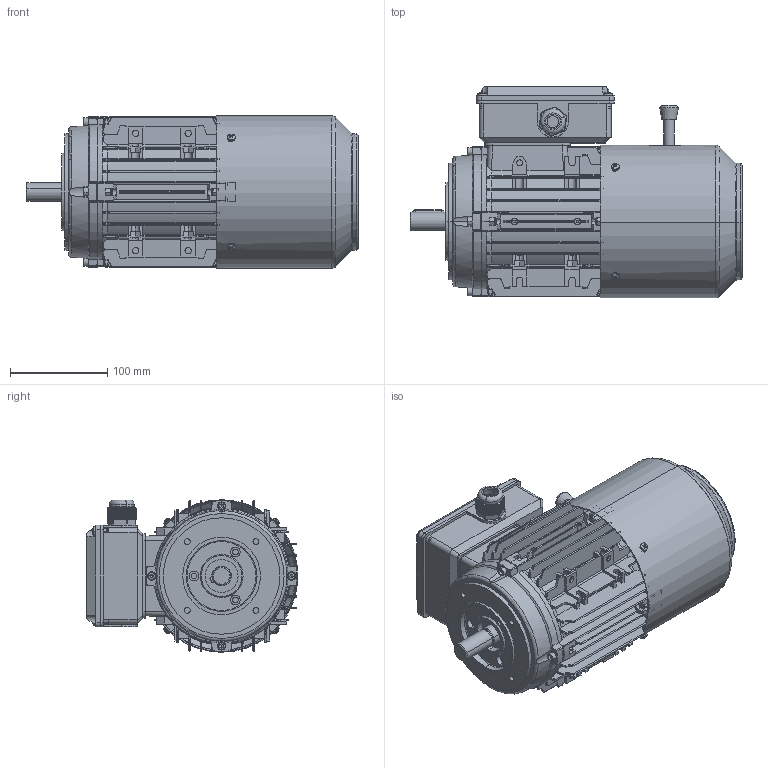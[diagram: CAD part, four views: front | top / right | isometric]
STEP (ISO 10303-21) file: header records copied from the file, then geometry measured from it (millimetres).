
FILE_DESCRIPTION (( 'STEP AP203' ), '1' );
FILE_NAME ('TB80 B14(VIBO諉盄碟).STEP', '2021-10-29T06:25:00', ( '' ), ( '' ), 'SwSTEP 2.0', 'SolidWorks 2014', '' );
FILE_SCHEMA (( 'CONFIG_CONTROL_DESIGN' ));
Length unit declared in the file: millimetre
Products named in the file (17): 80怢宒瑞珔; Plain parallel keys_GB_CONNECTING_PIECE_KEYS_CSK 6X32; 80-100堤盄蹟杶; TB80瑞欶; 80-90VIBO諉盄碟郪磁; Hexagon nuts grade C GB_GB_FASTENER_NUT_SNC1 M5-N; 80秶雄ん; TA80 B14傷裔1; VIBO80-100諉盄碟釱; T80儂褲; TB80綴傷裔1; TB80 B14(VIBO諉盄碟); Cross recessed thread forming screws GB_GB_CROSS_SCREWS_TYPE138 M4X12-N; Cross recessed thread forming screws GB_GB_CROSS_SCREWS_TYPE138 M5X12-N; TB80蛌粣; VIBO80-100諉盄碟裔; Hexagon socket head cap screws GB_GB_FASTENER_SCREWS_HSHCS M5X25-N
Assembly tree (35 placements, depth 3):
  TB80 B14(VIBO諉盄碟)
    T80儂褲
    Hexagon socket head cap screws GB_GB_FASTENER_SCREWS_HSHCS M5X25-N  x8
    Hexagon nuts grade C GB_GB_FASTENER_NUT_SNC1 M5-N  x8
    Cross recessed thread forming screws GB_GB_CROSS_SCREWS_TYPE138 M4X12-N  x4
    Plain parallel keys_GB_CONNECTING_PIECE_KEYS_CSK 6X32
    TA80 B14傷裔1
    TB80蛌粣
    TB80瑞欶
    TB80綴傷裔1
    80怢宒瑞珔
    80秶雄ん
    80-90VIBO諉盄碟郪磁
      Cross recessed thread forming screws GB_GB_CROSS_SCREWS_TYPE138 M5X12-N  x3
      80-100堤盄蹟杶
      VIBO80-100諉盄碟釱
      VIBO80-100諉盄碟裔
Bounding box: 342 x 218.04 x 157.08 mm (x, y, z)
Volume: 1454552 mm3; surface area: 791999.9 mm2
Topology: 39 solids, 39 shells, 3911 faces, 10211 edges, 6456 vertices
Faces by surface type: plane 2024, cylinder 1079, cone 280, bspline 233, torus 197, sphere 98
Entity records: 120287 total; most frequent: CARTESIAN_POINT 33588, ORIENTED_EDGE 18438, DIRECTION 16613, EDGE_CURVE 9219, VERTEX_POINT 5865, AXIS2_PLACEMENT_3D 5807, VECTOR 4999, LINE 4999
